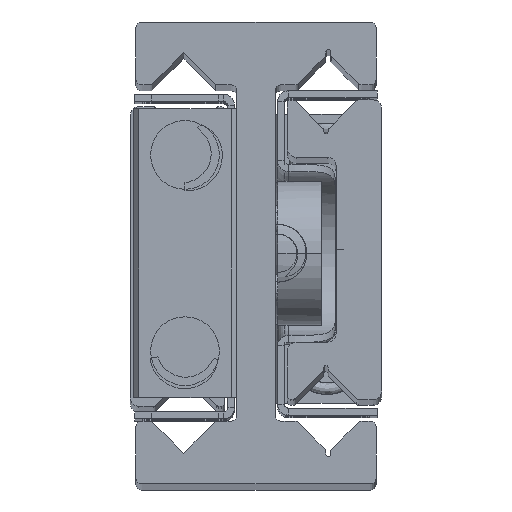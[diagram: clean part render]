
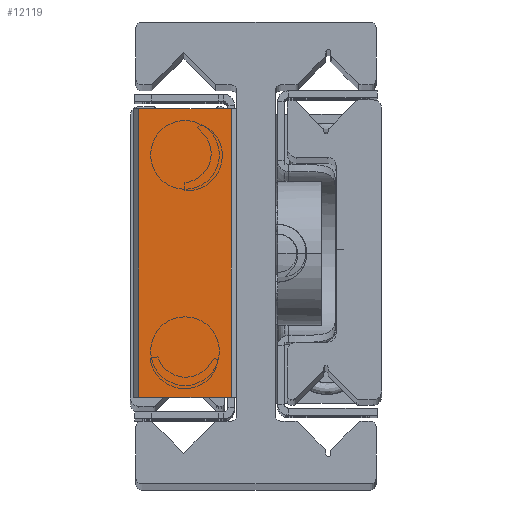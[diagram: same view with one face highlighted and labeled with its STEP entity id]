
A CAD part, top view. The second image highlights one B-rep face of the part: STEP entity #12119.
In plain terms, the highlighted face is planar.
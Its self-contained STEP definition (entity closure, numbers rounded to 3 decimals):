
#740 = CARTESIAN_POINT ( 'NONE',  ( -25., -10., -8. ) ) ;
#816 = CARTESIAN_POINT ( 'NONE',  ( 25., -10., 8. ) ) ;
#911 = VECTOR ( 'NONE', #26574, 1000. ) ;
#1958 = CARTESIAN_POINT ( 'NONE',  ( 25., -10., 8. ) ) ;
#2009 = ORIENTED_EDGE ( 'NONE', *, *, #25008, .T. ) ;
#2593 = DIRECTION ( 'NONE',  ( 1., 0., 0. ) ) ;
#3178 = EDGE_CURVE ( 'NONE', #20095, #22196, #23923, .T. ) ;
#3637 = CARTESIAN_POINT ( 'NONE',  ( 25., -10., -8. ) ) ;
#4669 = DIRECTION ( 'NONE',  ( 0., 0., 1. ) ) ;
#5086 = PLANE ( 'NONE',  #12456 ) ;
#9929 = ORIENTED_EDGE ( 'NONE', *, *, #3178, .T. ) ;
#10356 = LINE ( 'NONE', #14959, #20763 ) ;
#10517 = EDGE_CURVE ( 'NONE', #20095, #25791, #16355, .T. ) ;
#12119 = ADVANCED_FACE ( 'NONE', ( #13101 ), #5086, .T. ) ;
#12364 = LINE ( 'NONE', #816, #22996 ) ;
#12456 = AXIS2_PLACEMENT_3D ( 'NONE', #25392, #21060, #2593 ) ;
#12977 = EDGE_LOOP ( 'NONE', ( #18161, #9929, #2009, #16983 ) ) ;
#13101 = FACE_OUTER_BOUND ( 'NONE', #12977, .T. ) ;
#14858 = CARTESIAN_POINT ( 'NONE',  ( -25., -10., 8. ) ) ;
#14959 = CARTESIAN_POINT ( 'NONE',  ( 25., -10., -9. ) ) ;
#16355 = LINE ( 'NONE', #25261, #21850 ) ;
#16983 = ORIENTED_EDGE ( 'NONE', *, *, #17764, .T. ) ;
#17595 = CARTESIAN_POINT ( 'NONE',  ( 25., -10., -8. ) ) ;
#17764 = EDGE_CURVE ( 'NONE', #24618, #25791, #12364, .T. ) ;
#18161 = ORIENTED_EDGE ( 'NONE', *, *, #10517, .F. ) ;
#19549 = DIRECTION ( 'NONE',  ( 0., 0., 1. ) ) ;
#20095 = VERTEX_POINT ( 'NONE', #740 ) ;
#20763 = VECTOR ( 'NONE', #19549, 1000. ) ;
#21060 = DIRECTION ( 'NONE',  ( 0., -1., 0. ) ) ;
#21850 = VECTOR ( 'NONE', #4669, 1000. ) ;
#22196 = VERTEX_POINT ( 'NONE', #17595 ) ;
#22996 = VECTOR ( 'NONE', #25557, 1000. ) ;
#23923 = LINE ( 'NONE', #3637, #911 ) ;
#24618 = VERTEX_POINT ( 'NONE', #1958 ) ;
#25008 = EDGE_CURVE ( 'NONE', #22196, #24618, #10356, .T. ) ;
#25261 = CARTESIAN_POINT ( 'NONE',  ( -25., -10., -9. ) ) ;
#25392 = CARTESIAN_POINT ( 'NONE',  ( 25., -10., -9. ) ) ;
#25557 = DIRECTION ( 'NONE',  ( -1., 0., 0. ) ) ;
#25791 = VERTEX_POINT ( 'NONE', #14858 ) ;
#26574 = DIRECTION ( 'NONE',  ( 1., 0., 0. ) ) ;
